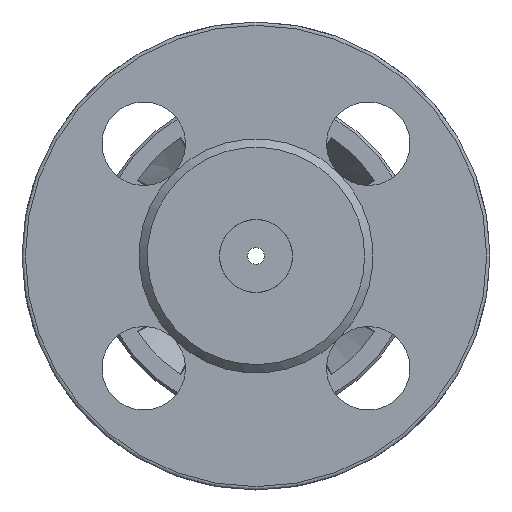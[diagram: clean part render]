
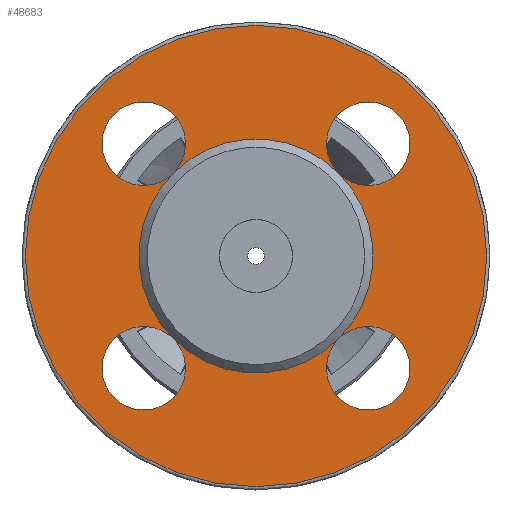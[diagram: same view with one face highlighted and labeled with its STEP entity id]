
A CAD part, front view. The second image highlights one B-rep face of the part: STEP entity #48683.
In plain terms, the highlighted free-form (B-spline) face has degree [1, 1] with [2, 2] control points.
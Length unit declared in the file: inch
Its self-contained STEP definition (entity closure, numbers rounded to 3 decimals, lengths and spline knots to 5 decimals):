
#48113=CARTESIAN_POINT('',(-116.95911,54.5432,13.91224));
#48114=VERTEX_POINT('',#48113);
#48115=CARTESIAN_POINT('',(-117.18008,54.32222,13.91224));
#48116=DIRECTION('',(0.,0.,-1.0));
#48117=DIRECTION('',(0.707,-0.707,0.));
#48118=AXIS2_PLACEMENT_3D('',#48115,#48116,#48117);
#48119=CIRCLE('',#48118,0.3125);
#48120=EDGE_CURVE('',#48114,#48114,#48119,.T.);
#48141=CARTESIAN_POINT('',(-115.72168,54.5432,13.91224));
#48142=VERTEX_POINT('',#48141);
#48143=CARTESIAN_POINT('',(-115.50071,54.32222,13.91224));
#48144=DIRECTION('',(0.,0.,-1.0));
#48145=DIRECTION('',(0.707,-0.707,0.));
#48146=AXIS2_PLACEMENT_3D('',#48143,#48144,#48145);
#48147=CIRCLE('',#48146,0.3125);
#48148=EDGE_CURVE('',#48142,#48142,#48147,.T.);
#48190=CARTESIAN_POINT('',(-115.72168,55.78063,13.91224));
#48191=VERTEX_POINT('',#48190);
#48192=CARTESIAN_POINT('',(-116.34039,55.16191,13.91224));
#48193=DIRECTION('',(0.0,0.0,1.0));
#48194=DIRECTION('',(1.0,0.0,0.0));
#48195=AXIS2_PLACEMENT_3D('',#48192,#48193,#48194);
#48196=CIRCLE('',#48195,0.875);
#48197=EDGE_CURVE('',#48142,#48191,#48196,.T.);
#48199=CARTESIAN_POINT('',(-116.95911,55.78063,13.91224));
#48200=VERTEX_POINT('',#48199);
#48201=CARTESIAN_POINT('',(-116.34039,55.16191,13.91224));
#48202=DIRECTION('',(0.0,0.0,1.0));
#48203=DIRECTION('',(1.0,0.0,0.0));
#48204=AXIS2_PLACEMENT_3D('',#48201,#48202,#48203);
#48205=CIRCLE('',#48204,0.875);
#48206=EDGE_CURVE('',#48191,#48200,#48205,.T.);
#48208=CARTESIAN_POINT('',(-116.34039,55.16191,13.91224));
#48209=DIRECTION('',(0.0,0.0,-1.0));
#48210=DIRECTION('',(1.0,0.0,0.0));
#48211=AXIS2_PLACEMENT_3D('',#48208,#48209,#48210);
#48212=CIRCLE('',#48211,0.875);
#48213=EDGE_CURVE('',#48114,#48200,#48212,.T.);
#48215=CARTESIAN_POINT('',(-116.34039,55.16191,13.91224));
#48216=DIRECTION('',(0.0,0.0,-1.0));
#48217=DIRECTION('',(1.0,0.0,0.0));
#48218=AXIS2_PLACEMENT_3D('',#48215,#48216,#48217);
#48219=CIRCLE('',#48218,0.875);
#48220=EDGE_CURVE('',#48142,#48114,#48219,.T.);
#48398=CARTESIAN_POINT('',(-117.18008,56.0016,13.91224));
#48399=DIRECTION('',(0.,0.,1.));
#48400=DIRECTION('',(0.707,0.707,0.));
#48401=AXIS2_PLACEMENT_3D('',#48398,#48399,#48400);
#48402=CIRCLE('',#48401,0.3125);
#48403=EDGE_CURVE('',#48200,#48200,#48402,.T.);
#48437=CARTESIAN_POINT('',(-115.50071,56.0016,13.91224));
#48438=DIRECTION('',(0.,0.,1.));
#48439=DIRECTION('',(0.707,0.707,0.));
#48440=AXIS2_PLACEMENT_3D('',#48437,#48438,#48439);
#48441=CIRCLE('',#48440,0.3125);
#48442=EDGE_CURVE('',#48191,#48191,#48441,.T.);
#48650=CARTESIAN_POINT('',(-114.61539,55.16191,13.91224));
#48651=VERTEX_POINT('',#48650);
#48652=CARTESIAN_POINT('',(-116.34039,55.16191,13.91224));
#48653=DIRECTION('',(0.0,0.0,1.0));
#48654=DIRECTION('',(0.0,1.0,0.0));
#48655=AXIS2_PLACEMENT_3D('',#48652,#48653,#48654);
#48656=CIRCLE('',#48655,1.725);
#48657=EDGE_CURVE('',#48651,#48651,#48656,.T.);
#48665=CARTESIAN_POINT('',(-112.89039,55.16191,13.91224));
#48666=CARTESIAN_POINT('',(-116.34039,58.61191,13.91224));
#48667=CARTESIAN_POINT('',(-116.34039,51.71191,13.91224));
#48668=CARTESIAN_POINT('',(-119.79039,55.16191,13.91224));
#48669=B_SPLINE_SURFACE_WITH_KNOTS('',1,1,((#48665,#48667),(#48666,#48668)),.UNSPECIFIED.,.F.,.F.,.U.,(2,2),(2,2),(0.0,4.87904),(0.0,4.87904),.UNSPECIFIED.);
#48670=ORIENTED_EDGE('',*,*,#48657,.T.);
#48671=EDGE_LOOP('',(#48670));
#48672=FACE_OUTER_BOUND('',#48671,.T.);
#48673=ORIENTED_EDGE('',*,*,#48197,.F.);
#48674=ORIENTED_EDGE('',*,*,#48148,.T.);
#48675=ORIENTED_EDGE('',*,*,#48220,.T.);
#48676=ORIENTED_EDGE('',*,*,#48120,.T.);
#48677=ORIENTED_EDGE('',*,*,#48213,.T.);
#48678=ORIENTED_EDGE('',*,*,#48403,.F.);
#48679=ORIENTED_EDGE('',*,*,#48206,.F.);
#48680=ORIENTED_EDGE('',*,*,#48442,.F.);
#48681=EDGE_LOOP('',(#48673,#48674,#48675,#48676,#48677,#48678,#48679,#48680));
#48682=FACE_BOUND('',#48681,.T.);
#48683=ADVANCED_FACE('',(#48672,#48682),#48669,.T.);
